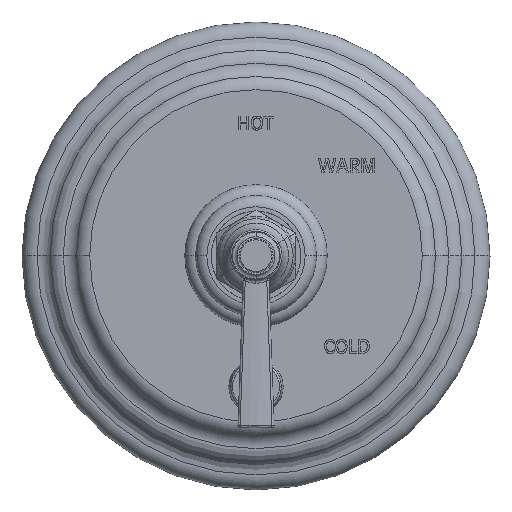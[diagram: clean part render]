
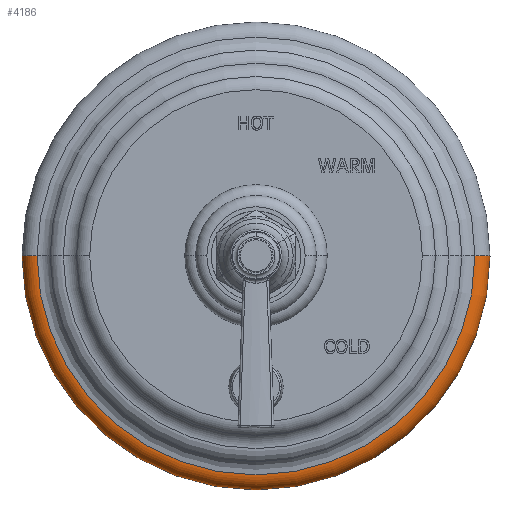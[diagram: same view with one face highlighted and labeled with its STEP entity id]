
A CAD part, top view. The second image highlights one B-rep face of the part: STEP entity #4186.
In plain terms, the highlighted toroidal (fillet/blend) face has major radius 92.075 mm and minor radius 6.35 mm.
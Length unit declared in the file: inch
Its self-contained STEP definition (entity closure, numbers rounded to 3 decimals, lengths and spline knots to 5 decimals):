
#2=CARTESIAN_POINT('',(0.,0.,0.));
#3=DIRECTION('',(0.,0.,-1.));
#4=DIRECTION('',(1.,0.,0.));
#5=AXIS2_PLACEMENT_3D('',#2,#3,#4);
#12=CARTESIAN_POINT('',(3.625,0.,0.));
#13=DIRECTION('',(0.,-1.,0.));
#14=DIRECTION('',(1.,0.,0.));
#15=AXIS2_PLACEMENT_3D('',#12,#13,#14);
#17=CARTESIAN_POINT('',(-3.625,0.,0.));
#18=DIRECTION('',(0.,1.,0.));
#19=DIRECTION('',(-1.,0.,0.));
#20=AXIS2_PLACEMENT_3D('',#17,#18,#19);
#37=CARTESIAN_POINT('',(0.,0.,0.25));
#38=DIRECTION('',(0.,0.,-1.));
#39=DIRECTION('',(1.,0.,0.));
#40=AXIS2_PLACEMENT_3D('',#37,#38,#39);
#3469=CARTESIAN_POINT('',(3.625,0.,0.25));
#3471=VERTEX_POINT('',#3469);
#3479=CARTESIAN_POINT('',(-3.625,0.,0.25));
#3481=VERTEX_POINT('',#3479);
#3941=CARTESIAN_POINT('',(3.875,0.,0.));
#3942=CARTESIAN_POINT('',(-3.875,0.,0.));
#3943=VERTEX_POINT('',#3941);
#3944=VERTEX_POINT('',#3942);
#4171=CARTESIAN_POINT('',(0.,0.,0.));
#4172=DIRECTION('',(0.,0.,-1.));
#4173=DIRECTION('',(-1.,0.,0.));
#4174=AXIS2_PLACEMENT_3D('',#4171,#4172,#4173);
#4175=TOROIDAL_SURFACE('',#4174,3.625,0.25);
#4177=ORIENTED_EDGE('',*,*,#4176,.T.);
#4179=ORIENTED_EDGE('',*,*,#4178,.T.);
#4181=ORIENTED_EDGE('',*,*,#4180,.F.);
#4183=ORIENTED_EDGE('',*,*,#4182,.F.);
#4184=EDGE_LOOP('',(#4177,#4179,#4181,#4183));
#4185=FACE_OUTER_BOUND('',#4184,.F.);
#4186=ADVANCED_FACE('',(#4185),#4175,.T.);
#6=CIRCLE('',#5,3.875);
#16=CIRCLE('',#15,0.25);
#21=CIRCLE('',#20,0.25);
#41=CIRCLE('',#40,3.625);
#4176=EDGE_CURVE('',#3943,#3944,#6,.T.);
#4178=EDGE_CURVE('',#3944,#3481,#21,.T.);
#4180=EDGE_CURVE('',#3471,#3481,#41,.T.);
#4182=EDGE_CURVE('',#3943,#3471,#16,.T.);
